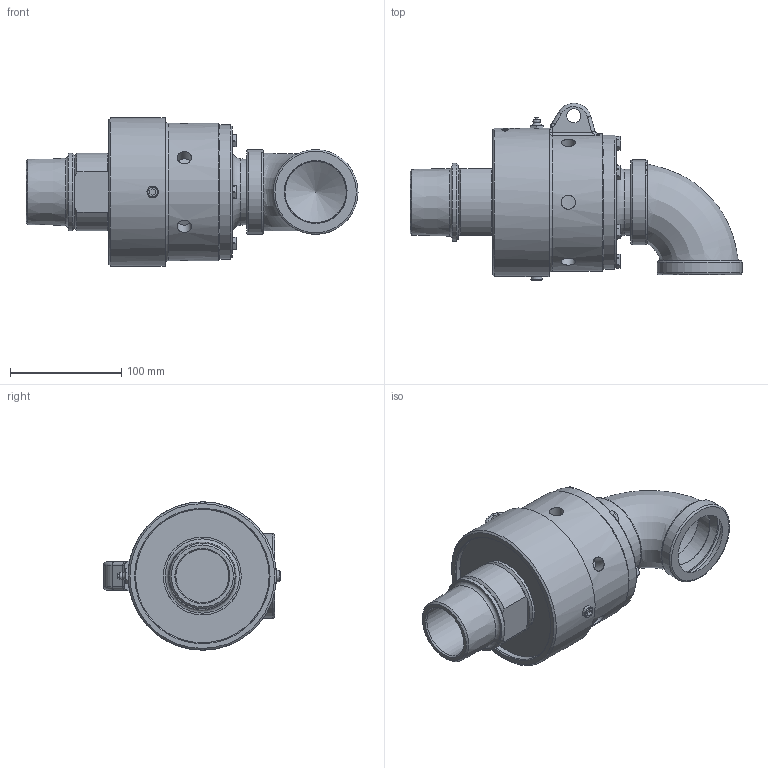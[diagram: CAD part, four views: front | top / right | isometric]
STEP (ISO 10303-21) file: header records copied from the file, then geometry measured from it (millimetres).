
FILE_DESCRIPTION(/* description */ (''),/* implementation_level */ '2;1');
FILE_NAME(/* name */ '6200-001-123-IC.stp',/* time_stamp */ '2020-05-20T14:10:51-05:00',/* author */ ('manton'),/* organization */ (''),/* preprocessor_version */ 'ST-DEVELOPER v18',/* originating_system */ 'Autodesk Inventor 2020',/* authorisation */ '');
FILE_SCHEMA (('AUTOMOTIVE_DESIGN { 1 0 10303 214 3 1 1 }'));
Products named in the file (1): 6200-001-123-IC
Bounding box: 298.52 x 159.43 x 133.4 mm (x, y, z)
Volume: 1861549.9 mm3; surface area: 143478.9 mm2
Topology: 1 solids, 2 shells, 711 faces, 1929 edges, 1281 vertices
Faces by surface type: plane 276, bspline 270, cylinder 124, cone 25, torus 14, sphere 2
Full cylindrical faces by diameter (mm): 2 x1, 12.7 x7, 47.6 x1, 55.169 x1, 70 x2, 76.2 x2, 120.14 x1, 120.7 x1, 123.8 x1, 133.4 x1
Entity records: 87076 total; most frequent: CARTESIAN_POINT 69677, ORIENTED_EDGE 3850, DIRECTION 2897, EDGE_CURVE 1925, VERTEX_POINT 1281, AXIS2_PLACEMENT_3D 1042, LINE 813, VECTOR 813
